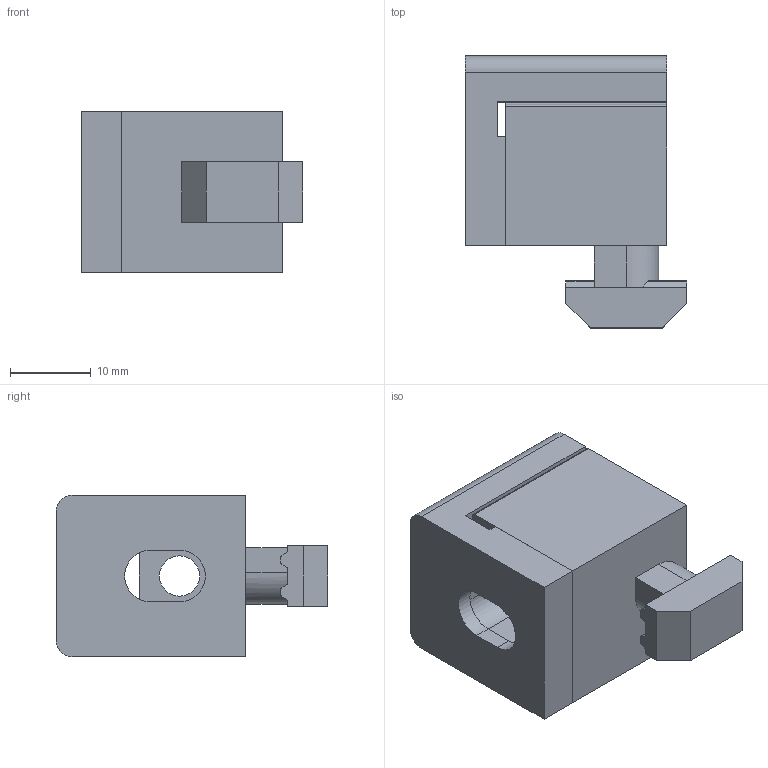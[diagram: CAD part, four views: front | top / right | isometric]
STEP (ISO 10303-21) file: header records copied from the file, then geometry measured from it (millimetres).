
FILE_DESCRIPTION (( 'STEP AP214' ), '1' );
FILE_NAME ('SAFE08E1660-Panoblock 8 PA type I M6.step', '2023-03-24T09:31:06', ( 'Altae' ), ( '' ), 'SwSTEP 2.0', 'SolidWorks 2021', '' );
FILE_SCHEMA (( 'AUTOMOTIVE_DESIGN' ));
Length unit declared in the file: millimetre
Products named in the file (4): 01^SAFE08E1660-Panoblock 8 PA type I M6; SAFE08E1660-Panoblock 8 PA type I M6; 02^SAFE08E1660-Panoblock 8 PA type I M6; 03^SAFE08E1660-Panoblock 8 PA type I M6
Assembly tree (3 placements, depth 2):
  SAFE08E1660-Panoblock 8 PA type I M6
    01^SAFE08E1660-Panoblock 8 PA type I M6
    02^SAFE08E1660-Panoblock 8 PA type I M6
    03^SAFE08E1660-Panoblock 8 PA type I M6
Bounding box: 27.5 x 33.7 x 20 mm (x, y, z)
Volume: 8736.3 mm3; surface area: 7326.5 mm2
Topology: 3 solids, 3 shells, 155 faces, 435 edges, 290 vertices
Faces by surface type: plane 98, cylinder 54, torus 3
Entity records: 6962 total; most frequent: CARTESIAN_POINT 1014, ORIENTED_EDGE 870, DIRECTION 848, EDGE_CURVE 435, VECTOR 316, LINE 316, VERTEX_POINT 290, AXIS2_PLACEMENT_3D 266
